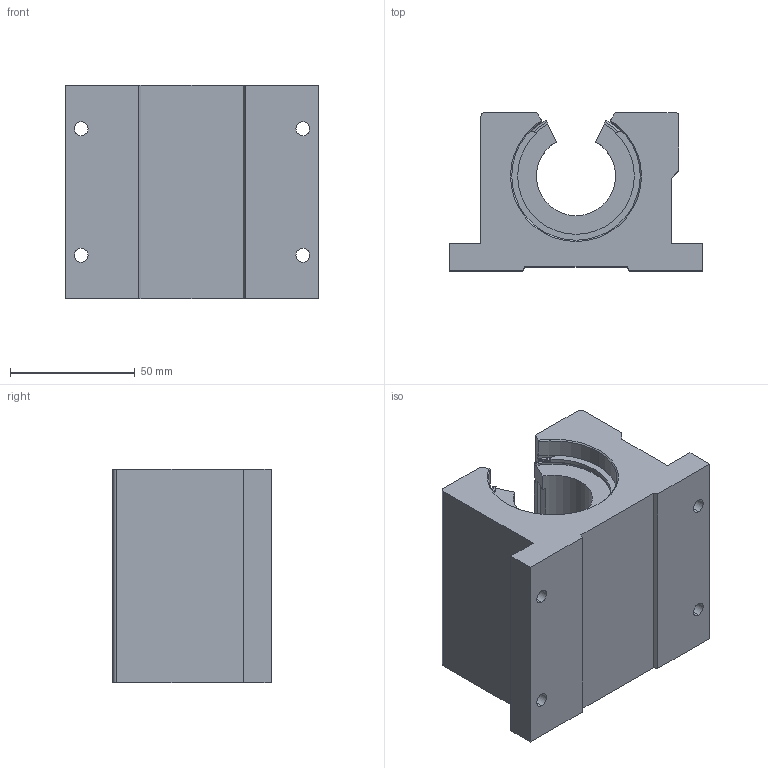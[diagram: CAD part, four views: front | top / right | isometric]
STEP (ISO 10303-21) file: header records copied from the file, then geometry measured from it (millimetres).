
FILE_DESCRIPTION (( 'STEP AP203' ), '1' );
FILE_NAME ('IPPN20G.step', '2023-06-07T12:28:44', ( '' ), ( '' ), 'SwSTEP 2.0', 'SolidWorks 2021', '' );
FILE_SCHEMA (( 'CONFIG_CONTROL_DESIGN' ));
Length unit declared in the file: inch
Products named in the file (1): IPPN20G
Bounding box: 101.6 x 63.5 x 85.72 mm (x, y, z)
Volume: 324742.7 mm3; surface area: 67081.2 mm2
Topology: 5 solids, 5 shells, 157 faces, 423 edges, 275 vertices
Faces by surface type: cylinder 74, plane 52, cone 21, torus 10
Entity records: 5211 total; most frequent: CARTESIAN_POINT 1069, DIRECTION 891, ORIENTED_EDGE 846, EDGE_CURVE 423, AXIS2_PLACEMENT_3D 341, VERTEX_POINT 275, LINE 209, VECTOR 209
